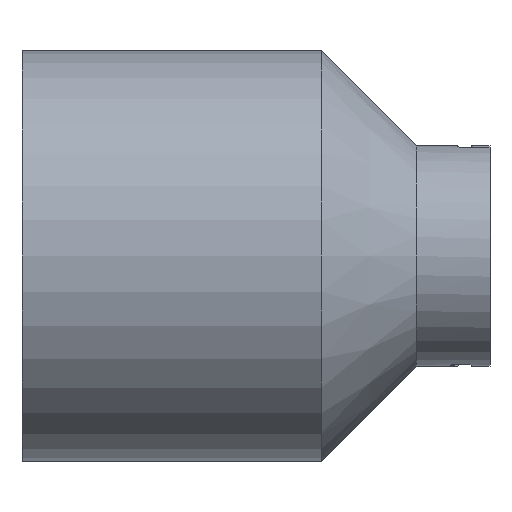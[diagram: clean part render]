
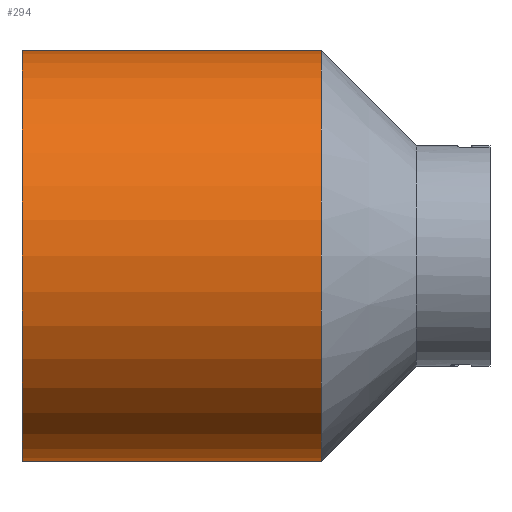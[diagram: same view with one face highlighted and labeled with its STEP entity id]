
A CAD part, left-side view. The second image highlights one B-rep face of the part: STEP entity #294.
In plain terms, the highlighted cylindrical face has radius 108 mm (diameter 216 mm), a partial arc.
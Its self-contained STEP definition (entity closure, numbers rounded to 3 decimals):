
#36 = VERTEX_POINT ( 'NONE', #400 ) ;
#53 = DIRECTION ( 'NONE',  ( 0., 0., 1. ) ) ;
#58 = AXIS2_PLACEMENT_3D ( 'NONE', #901, #1384, #291 ) ;
#80 = DIRECTION ( 'NONE',  ( 0., 1., 0. ) ) ;
#225 = ORIENTED_EDGE ( 'NONE', *, *, #1019, .T. ) ;
#280 = DIRECTION ( 'NONE',  ( 0., 0., 1. ) ) ;
#291 = DIRECTION ( 'NONE',  ( 0., 0., 1. ) ) ;
#294 = ADVANCED_FACE ( 'NONE', ( #435 ), #1528, .T. ) ;
#400 = CARTESIAN_POINT ( 'NONE',  ( 0., 88.757, -108. ) ) ;
#435 = FACE_OUTER_BOUND ( 'NONE', #1427, .T. ) ;
#461 = LINE ( 'NONE', #949, #1118 ) ;
#551 = DIRECTION ( 'NONE',  ( 0., 1., 0. ) ) ;
#614 = AXIS2_PLACEMENT_3D ( 'NONE', #888, #1374, #280 ) ;
#695 = LINE ( 'NONE', #1183, #789 ) ;
#756 = CIRCLE ( 'NONE', #58, 108. ) ;
#780 = CARTESIAN_POINT ( 'NONE',  ( 0., 246., -108. ) ) ;
#789 = VECTOR ( 'NONE', #80, 1000. ) ;
#845 = ORIENTED_EDGE ( 'NONE', *, *, #850, .T. ) ;
#850 = EDGE_CURVE ( 'NONE', #1056, #927, #461, .T. ) ;
#888 = CARTESIAN_POINT ( 'NONE',  ( 0., 246., 0. ) ) ;
#901 = CARTESIAN_POINT ( 'NONE',  ( 0., 88.757, 0. ) ) ;
#909 = ORIENTED_EDGE ( 'NONE', *, *, #1335, .F. ) ;
#927 = VERTEX_POINT ( 'NONE', #995 ) ;
#949 = CARTESIAN_POINT ( 'NONE',  ( 0., 263.368, 108. ) ) ;
#995 = CARTESIAN_POINT ( 'NONE',  ( 0., 246., 108. ) ) ;
#1019 = EDGE_CURVE ( 'NONE', #36, #1056, #756, .T. ) ;
#1022 = VERTEX_POINT ( 'NONE', #780 ) ;
#1040 = CARTESIAN_POINT ( 'NONE',  ( 0., 263.368, 0. ) ) ;
#1056 = VERTEX_POINT ( 'NONE', #1517 ) ;
#1118 = VECTOR ( 'NONE', #1432, 1000. ) ;
#1165 = ORIENTED_EDGE ( 'NONE', *, *, #1543, .F. ) ;
#1178 = AXIS2_PLACEMENT_3D ( 'NONE', #1040, #551, #53 ) ;
#1183 = CARTESIAN_POINT ( 'NONE',  ( 0., 263.368, -108. ) ) ;
#1306 = CIRCLE ( 'NONE', #614, 108. ) ;
#1335 = EDGE_CURVE ( 'NONE', #1022, #927, #1306, .T. ) ;
#1374 = DIRECTION ( 'NONE',  ( 0., 1., 0. ) ) ;
#1384 = DIRECTION ( 'NONE',  ( 0., 1., 0. ) ) ;
#1427 = EDGE_LOOP ( 'NONE', ( #1165, #225, #845, #909 ) ) ;
#1432 = DIRECTION ( 'NONE',  ( 0., 1., 0. ) ) ;
#1517 = CARTESIAN_POINT ( 'NONE',  ( 0., 88.757, 108. ) ) ;
#1528 = CYLINDRICAL_SURFACE ( 'NONE', #1178, 108. ) ;
#1543 = EDGE_CURVE ( 'NONE', #36, #1022, #695, .T. ) ;
